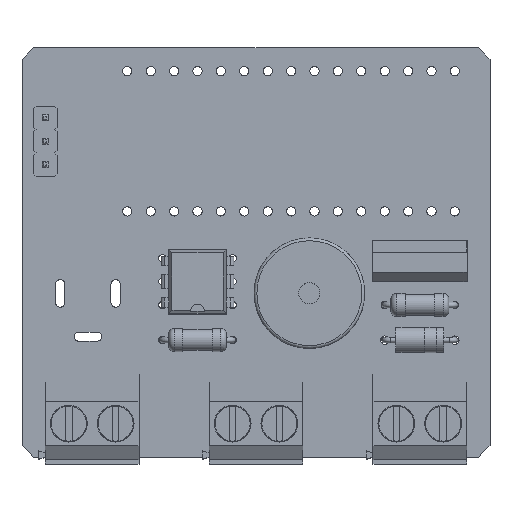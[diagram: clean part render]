
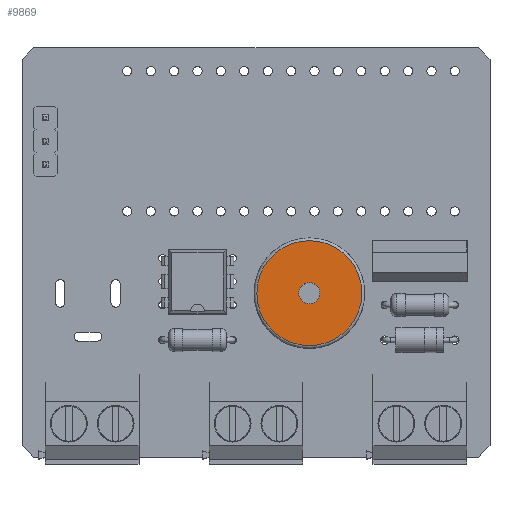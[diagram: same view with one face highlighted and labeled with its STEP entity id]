
A CAD part, top view. The second image highlights one B-rep face of the part: STEP entity #9869.
In plain terms, the highlighted planar face has unit normal (0, 0, 1).
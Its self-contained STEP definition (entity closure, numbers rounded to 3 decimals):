
#9231 = TOROIDAL_SURFACE('',#9232,5.7,0.3);
#9232 = AXIS2_PLACEMENT_3D('',#9233,#9234,#9235);
#9233 = CARTESIAN_POINT('',(3.25,0.,8.23));
#9234 = DIRECTION('',(0.,0.,1.));
#9235 = DIRECTION('',(1.,0.,0.));
#9745 = VERTEX_POINT('',#9746);
#9746 = CARTESIAN_POINT('',(8.95,0.,8.53));
#9770 = EDGE_CURVE('',#9745,#9745,#9771,.T.);
#9771 = SURFACE_CURVE('',#9772,(#9777,#9784),.PCURVE_S1.);
#9772 = CIRCLE('',#9773,5.7);
#9773 = AXIS2_PLACEMENT_3D('',#9774,#9775,#9776);
#9774 = CARTESIAN_POINT('',(3.25,0.,8.53));
#9775 = DIRECTION('',(0.,0.,1.));
#9776 = DIRECTION('',(1.,0.,0.));
#9777 = PCURVE('',#9231,#9778);
#9778 = DEFINITIONAL_REPRESENTATION('',(#9779),#9783);
#9779 = LINE('',#9780,#9781);
#9780 = CARTESIAN_POINT('',(0.,1.571));
#9781 = VECTOR('',#9782,1.);
#9782 = DIRECTION('',(1.,0.));
#9783 = ( GEOMETRIC_REPRESENTATION_CONTEXT(2) 
PARAMETRIC_REPRESENTATION_CONTEXT() REPRESENTATION_CONTEXT('2D SPACE',''
  ) );
#9784 = PCURVE('',#9785,#9790);
#9785 = PLANE('',#9786);
#9786 = AXIS2_PLACEMENT_3D('',#9787,#9788,#9789);
#9787 = CARTESIAN_POINT('',(3.25,0.,8.53));
#9788 = DIRECTION('',(0.,0.,1.));
#9789 = DIRECTION('',(1.,0.,0.));
#9790 = DEFINITIONAL_REPRESENTATION('',(#9791),#9795);
#9791 = CIRCLE('',#9792,5.7);
#9792 = AXIS2_PLACEMENT_2D('',#9793,#9794);
#9793 = CARTESIAN_POINT('',(0.,0.));
#9794 = DIRECTION('',(1.,0.));
#9795 = ( GEOMETRIC_REPRESENTATION_CONTEXT(2) 
PARAMETRIC_REPRESENTATION_CONTEXT() REPRESENTATION_CONTEXT('2D SPACE',''
  ) );
#9869 = ADVANCED_FACE('',(#9870,#9873),#9785,.T.);
#9870 = FACE_BOUND('',#9871,.T.);
#9871 = EDGE_LOOP('',(#9872));
#9872 = ORIENTED_EDGE('',*,*,#9770,.T.);
#9873 = FACE_BOUND('',#9874,.T.);
#9874 = EDGE_LOOP('',(#9875));
#9875 = ORIENTED_EDGE('',*,*,#9876,.T.);
#9876 = EDGE_CURVE('',#9877,#9877,#9879,.T.);
#9877 = VERTEX_POINT('',#9878);
#9878 = CARTESIAN_POINT('',(4.4,0.,8.53));
#9879 = SURFACE_CURVE('',#9880,(#9885,#9896),.PCURVE_S1.);
#9880 = CIRCLE('',#9881,1.15);
#9881 = AXIS2_PLACEMENT_3D('',#9882,#9883,#9884);
#9882 = CARTESIAN_POINT('',(3.25,0.,8.53));
#9883 = DIRECTION('',(0.,0.,-1.));
#9884 = DIRECTION('',(1.,0.,0.));
#9885 = PCURVE('',#9785,#9886);
#9886 = DEFINITIONAL_REPRESENTATION('',(#9887),#9895);
#9887 = ( BOUNDED_CURVE() B_SPLINE_CURVE(2,(#9888,#9889,#9890,#9891,
#9892,#9893,#9894),.UNSPECIFIED.,.T.,.F.) B_SPLINE_CURVE_WITH_KNOTS((1,2
    ,2,2,2,1),(-2.094,0.,2.094,4.189,
6.283,8.378),.UNSPECIFIED.) CURVE() 
GEOMETRIC_REPRESENTATION_ITEM() RATIONAL_B_SPLINE_CURVE((1.,0.5,1.,0.5,
1.,0.5,1.)) REPRESENTATION_ITEM('') );
#9888 = CARTESIAN_POINT('',(1.15,0.));
#9889 = CARTESIAN_POINT('',(1.15,-1.992));
#9890 = CARTESIAN_POINT('',(-0.575,-0.996));
#9891 = CARTESIAN_POINT('',(-2.3,0.));
#9892 = CARTESIAN_POINT('',(-0.575,0.996));
#9893 = CARTESIAN_POINT('',(1.15,1.992));
#9894 = CARTESIAN_POINT('',(1.15,0.));
#9895 = ( GEOMETRIC_REPRESENTATION_CONTEXT(2) 
PARAMETRIC_REPRESENTATION_CONTEXT() REPRESENTATION_CONTEXT('2D SPACE',''
  ) );
#9896 = PCURVE('',#9897,#9902);
#9897 = CYLINDRICAL_SURFACE('',#9898,1.15);
#9898 = AXIS2_PLACEMENT_3D('',#9899,#9900,#9901);
#9899 = CARTESIAN_POINT('',(3.25,0.,6.53));
#9900 = DIRECTION('',(-0.,-0.,-1.));
#9901 = DIRECTION('',(1.,0.,0.));
#9902 = DEFINITIONAL_REPRESENTATION('',(#9903),#9907);
#9903 = LINE('',#9904,#9905);
#9904 = CARTESIAN_POINT('',(0.,-2.));
#9905 = VECTOR('',#9906,1.);
#9906 = DIRECTION('',(1.,0.));
#9907 = ( GEOMETRIC_REPRESENTATION_CONTEXT(2) 
PARAMETRIC_REPRESENTATION_CONTEXT() REPRESENTATION_CONTEXT('2D SPACE',''
  ) );
